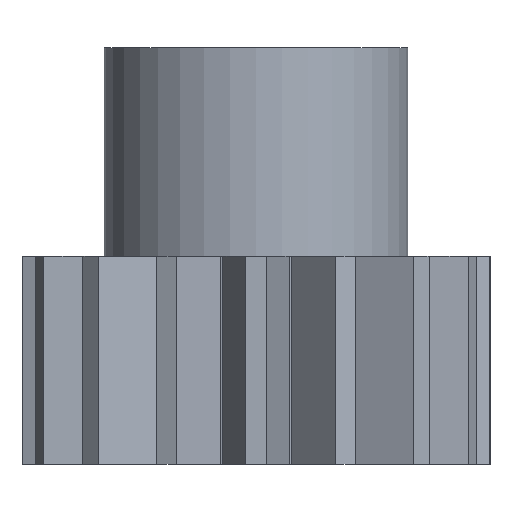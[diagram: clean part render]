
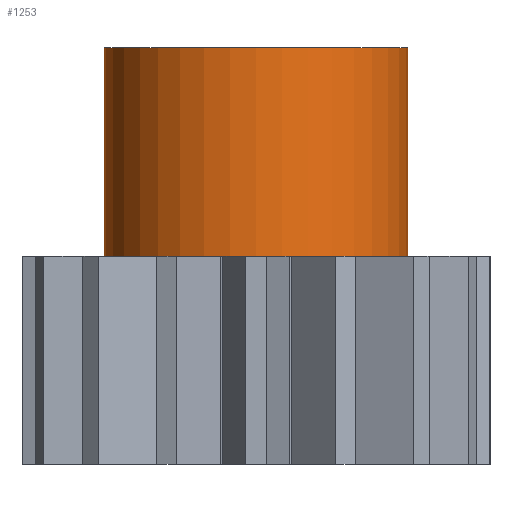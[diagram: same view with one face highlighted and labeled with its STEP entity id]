
A CAD part, front view. The second image highlights one B-rep face of the part: STEP entity #1253.
In plain terms, the highlighted cylindrical face has radius 4.636 mm (diameter 9.271 mm), a partial arc.
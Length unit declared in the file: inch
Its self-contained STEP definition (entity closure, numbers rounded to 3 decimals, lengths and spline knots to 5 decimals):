
#22 = AXIS2_PLACEMENT_3D ( 'NONE', #436, #1827, #626 ) ;
#99 = VECTOR ( 'NONE', #458, 39.37008 ) ;
#106 = DIRECTION ( 'NONE',  ( 0., 0., -1. ) ) ;
#211 = EDGE_CURVE ( 'NONE', #267, #2073, #1272, .T. ) ;
#229 = LINE ( 'NONE', #1657, #99 ) ;
#267 = VERTEX_POINT ( 'NONE', #1540 ) ;
#272 = ORIENTED_EDGE ( 'NONE', *, *, #211, .F. ) ;
#306 = VERTEX_POINT ( 'NONE', #1153 ) ;
#436 = CARTESIAN_POINT ( 'NONE',  ( 0., 0., 0.125 ) ) ;
#458 = DIRECTION ( 'NONE',  ( 0., 0., -1. ) ) ;
#626 = DIRECTION ( 'NONE',  ( 1., 0., 0. ) ) ;
#708 = CYLINDRICAL_SURFACE ( 'NONE', #1745, 0.1825 ) ;
#751 = VECTOR ( 'NONE', #106, 39.37008 ) ;
#777 = FACE_OUTER_BOUND ( 'NONE', #1560, .T. ) ;
#854 = CARTESIAN_POINT ( 'NONE',  ( 0., 0., 0.375 ) ) ;
#916 = EDGE_CURVE ( 'NONE', #306, #267, #2168, .T. ) ;
#989 = AXIS2_PLACEMENT_3D ( 'NONE', #2038, #2437, #1453 ) ;
#1028 = ORIENTED_EDGE ( 'NONE', *, *, #1688, .T. ) ;
#1096 = CARTESIAN_POINT ( 'NONE',  ( 0.1825, 0., 0.375 ) ) ;
#1153 = CARTESIAN_POINT ( 'NONE',  ( -0.1825, 0., 0.375 ) ) ;
#1253 = ADVANCED_FACE ( 'NONE', ( #777 ), #708, .T. ) ;
#1272 = LINE ( 'NONE', #1096, #751 ) ;
#1390 = VERTEX_POINT ( 'NONE', #1700 ) ;
#1453 = DIRECTION ( 'NONE',  ( 1., 0., 0. ) ) ;
#1534 = ORIENTED_EDGE ( 'NONE', *, *, #916, .F. ) ;
#1540 = CARTESIAN_POINT ( 'NONE',  ( 0.1825, 0., 0.375 ) ) ;
#1542 = CARTESIAN_POINT ( 'NONE',  ( 0.1825, 0., 0.125 ) ) ;
#1560 = EDGE_LOOP ( 'NONE', ( #272, #1534, #2576, #1028 ) ) ;
#1641 = DIRECTION ( 'NONE',  ( 0., 0., -1. ) ) ;
#1657 = CARTESIAN_POINT ( 'NONE',  ( -0.1825, 0., 0.375 ) ) ;
#1688 = EDGE_CURVE ( 'NONE', #1390, #2073, #2139, .T. ) ;
#1700 = CARTESIAN_POINT ( 'NONE',  ( -0.1825, 0., 0.125 ) ) ;
#1745 = AXIS2_PLACEMENT_3D ( 'NONE', #854, #1641, #2248 ) ;
#1827 = DIRECTION ( 'NONE',  ( 0., 0., 1. ) ) ;
#2038 = CARTESIAN_POINT ( 'NONE',  ( 0., 0., 0.375 ) ) ;
#2073 = VERTEX_POINT ( 'NONE', #1542 ) ;
#2139 = CIRCLE ( 'NONE', #22, 0.1825 ) ;
#2168 = CIRCLE ( 'NONE', #989, 0.1825 ) ;
#2248 = DIRECTION ( 'NONE',  ( -1., 0., 0. ) ) ;
#2375 = EDGE_CURVE ( 'NONE', #306, #1390, #229, .T. ) ;
#2437 = DIRECTION ( 'NONE',  ( 0., 0., 1. ) ) ;
#2576 = ORIENTED_EDGE ( 'NONE', *, *, #2375, .T. ) ;
